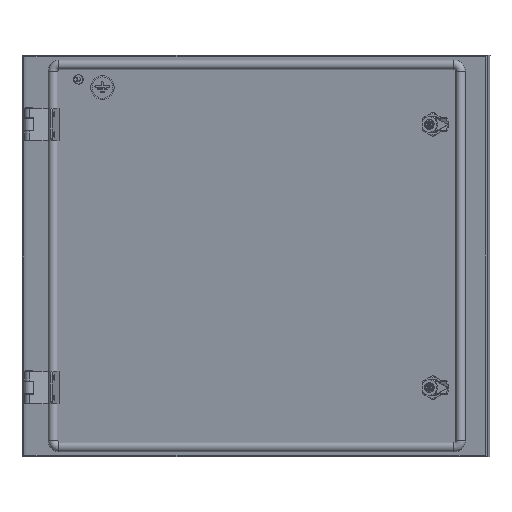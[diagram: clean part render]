
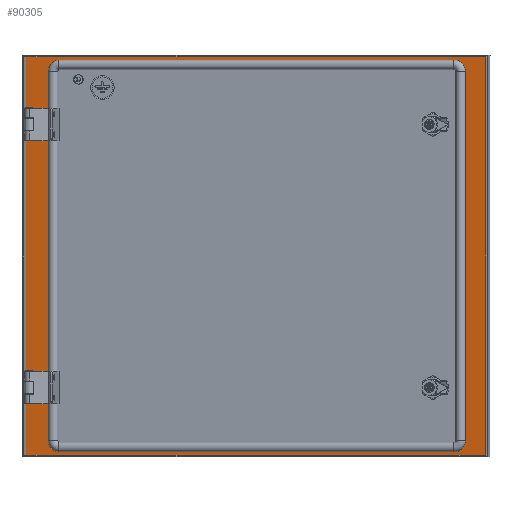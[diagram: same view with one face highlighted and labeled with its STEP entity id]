
A CAD part, left-side view. The second image highlights one B-rep face of the part: STEP entity #90305.
In plain terms, the highlighted planar face has unit normal (-0.966, 0.259, 0).
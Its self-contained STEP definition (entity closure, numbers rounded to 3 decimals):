
#1349 = AXIS2_PLACEMENT_3D ( 'NONE', #71944, #46429, #13153 ) ;
#3570 = DIRECTION ( 'NONE',  ( -0.259, -0.966, 0. ) ) ;
#3899 = VERTEX_POINT ( 'NONE', #4807 ) ;
#4442 = CARTESIAN_POINT ( 'NONE',  ( -15.829, -44.75, -137.5 ) ) ;
#4807 = CARTESIAN_POINT ( 'NONE',  ( -16.087, -45.716, 187.5 ) ) ;
#6606 = CARTESIAN_POINT ( 'NONE',  ( -157.141, -572.664, -203. ) ) ;
#6712 = CARTESIAN_POINT ( 'NONE',  ( -19.32, -57.791, -203. ) ) ;
#8215 = AXIS2_PLACEMENT_3D ( 'NONE', #60976, #29283, #20435 ) ;
#8515 = EDGE_CURVE ( 'NONE', #95963, #3899, #73567, .T. ) ;
#8844 = EDGE_CURVE ( 'NONE', #24103, #68490, #45717, .T. ) ;
#10335 = AXIS2_PLACEMENT_3D ( 'NONE', #42437, #15839, #31352 ) ;
#10381 = FACE_BOUND ( 'NONE', #62013, .T. ) ;
#10910 = FACE_OUTER_BOUND ( 'NONE', #58919, .T. ) ;
#11119 = DIRECTION ( 'NONE',  ( -0.259, -0.966, 0. ) ) ;
#11120 = DIRECTION ( 'NONE',  ( -0.259, -0.966, 0. ) ) ;
#13153 = DIRECTION ( 'NONE',  ( 0., 0., -1. ) ) ;
#13521 = DIRECTION ( 'NONE',  ( 0.966, -0.259, 0. ) ) ;
#13853 = CIRCLE ( 'NONE', #10335, 14. ) ;
#14295 = EDGE_CURVE ( 'NONE', #63374, #67623, #80194, .T. ) ;
#14847 = ORIENTED_EDGE ( 'NONE', *, *, #8844, .F. ) ;
#15839 = DIRECTION ( 'NONE',  ( 0.966, -0.259, 0. ) ) ;
#17581 = VERTEX_POINT ( 'NONE', #4442 ) ;
#17921 = ORIENTED_EDGE ( 'NONE', *, *, #90141, .T. ) ;
#20395 = ORIENTED_EDGE ( 'NONE', *, *, #84701, .T. ) ;
#20435 = DIRECTION ( 'NONE',  ( 0.259, 0.966, 0. ) ) ;
#21523 = EDGE_LOOP ( 'NONE', ( #40918, #66822, #45672, #71355, #78955, #17921, #35722, #14847 ) ) ;
#22712 = CIRCLE ( 'NONE', #109490, 14. ) ;
#23461 = DIRECTION ( 'NONE',  ( 0.259, 0.966, 0. ) ) ;
#23521 = AXIS2_PLACEMENT_3D ( 'NONE', #24977, #64977, #98781 ) ;
#24103 = VERTEX_POINT ( 'NONE', #96047 ) ;
#24589 = CARTESIAN_POINT ( 'NONE',  ( -11.821, -29.777, -221. ) ) ;
#24776 = CARTESIAN_POINT ( 'NONE',  ( -157.141, -572.664, 253. ) ) ;
#24823 = LINE ( 'NONE', #98615, #109080 ) ;
#24977 = CARTESIAN_POINT ( 'NONE',  ( -15.958, -45.233, -137.5 ) ) ;
#25334 = VERTEX_POINT ( 'NONE', #103567 ) ;
#26834 = VERTEX_POINT ( 'NONE', #85726 ) ;
#27130 = VECTOR ( 'NONE', #102820, 1000. ) ;
#27161 = CARTESIAN_POINT ( 'NONE',  ( -22.94, -71.314, 267. ) ) ;
#27348 = VECTOR ( 'NONE', #66971, 1000. ) ;
#28229 = CARTESIAN_POINT ( 'NONE',  ( -164.64, -600.677, -221. ) ) ;
#28867 = ORIENTED_EDGE ( 'NONE', *, *, #8515, .F. ) ;
#29283 = DIRECTION ( 'NONE',  ( -0.966, 0.259, 0. ) ) ;
#30179 = EDGE_CURVE ( 'NONE', #30569, #17581, #106726, .T. ) ;
#30569 = VERTEX_POINT ( 'NONE', #81970 ) ;
#31352 = DIRECTION ( 'NONE',  ( 0., 0., 1. ) ) ;
#33160 = LINE ( 'NONE', #102991, #97894 ) ;
#33396 = CARTESIAN_POINT ( 'NONE',  ( -15.958, -45.233, -137.5 ) ) ;
#33778 = EDGE_CURVE ( 'NONE', #108817, #46721, #74087, .T. ) ;
#34145 = DIRECTION ( 'NONE',  ( -0.966, 0.259, 0. ) ) ;
#35722 = ORIENTED_EDGE ( 'NONE', *, *, #39890, .F. ) ;
#37461 = FACE_BOUND ( 'NONE', #100521, .T. ) ;
#39890 = EDGE_CURVE ( 'NONE', #68490, #92859, #49144, .T. ) ;
#40918 = ORIENTED_EDGE ( 'NONE', *, *, #50119, .F. ) ;
#42437 = CARTESIAN_POINT ( 'NONE',  ( -153.521, -559.14, 253. ) ) ;
#42795 = EDGE_CURVE ( 'NONE', #92035, #63374, #24823, .T. ) ;
#43590 = DIRECTION ( 'NONE',  ( -0.259, -0.966, 0. ) ) ;
#44702 = PLANE ( 'NONE',  #92829 ) ;
#44919 = DIRECTION ( 'NONE',  ( -0.966, 0.259, 0. ) ) ;
#45672 = ORIENTED_EDGE ( 'NONE', *, *, #57560, .T. ) ;
#45717 = LINE ( 'NONE', #105564, #48872 ) ;
#45839 = DIRECTION ( 'NONE',  ( 0., 0., 1. ) ) ;
#46429 = DIRECTION ( 'NONE',  ( -0.966, 0.259, 0. ) ) ;
#46721 = VERTEX_POINT ( 'NONE', #79629 ) ;
#46880 = VECTOR ( 'NONE', #48009, 1000. ) ;
#47959 = VERTEX_POINT ( 'NONE', #91481 ) ;
#48009 = DIRECTION ( 'NONE',  ( 0., 0., 1. ) ) ;
#48872 = VECTOR ( 'NONE', #3570, 1000. ) ;
#49144 = CIRCLE ( 'NONE', #1349, 14. ) ;
#49764 = LINE ( 'NONE', #24776, #27348 ) ;
#50119 = EDGE_CURVE ( 'NONE', #108817, #24103, #71988, .T. ) ;
#52487 = FACE_BOUND ( 'NONE', #21523, .T. ) ;
#52881 = ORIENTED_EDGE ( 'NONE', *, *, #30179, .F. ) ;
#53256 = LINE ( 'NONE', #69887, #84197 ) ;
#54106 = AXIS2_PLACEMENT_3D ( 'NONE', #75235, #34145, #43590 ) ;
#55570 = CARTESIAN_POINT ( 'NONE',  ( -164.64, -600.677, 271. ) ) ;
#56364 = CARTESIAN_POINT ( 'NONE',  ( -19.32, -57.791, 25. ) ) ;
#57560 = EDGE_CURVE ( 'NONE', #46721, #59466, #22712, .T. ) ;
#58919 = EDGE_LOOP ( 'NONE', ( #102399, #69575, #76182, #20395 ) ) ;
#59466 = VERTEX_POINT ( 'NONE', #27161 ) ;
#60976 = CARTESIAN_POINT ( 'NONE',  ( -22.94, -71.314, -203. ) ) ;
#62013 = EDGE_LOOP ( 'NONE', ( #52881, #73959 ) ) ;
#62075 = EDGE_CURVE ( 'NONE', #26834, #25334, #13853, .T. ) ;
#63374 = VERTEX_POINT ( 'NONE', #28229 ) ;
#64977 = DIRECTION ( 'NONE',  ( -0.966, 0.259, 0. ) ) ;
#65070 = AXIS2_PLACEMENT_3D ( 'NONE', #33396, #67253, #101043 ) ;
#66245 = ORIENTED_EDGE ( 'NONE', *, *, #81240, .F. ) ;
#66822 = ORIENTED_EDGE ( 'NONE', *, *, #33778, .T. ) ;
#66971 = DIRECTION ( 'NONE',  ( 0., 0., -1. ) ) ;
#67025 = DIRECTION ( 'NONE',  ( 0.259, 0.966, 0. ) ) ;
#67253 = DIRECTION ( 'NONE',  ( -0.966, 0.259, 0. ) ) ;
#67623 = VERTEX_POINT ( 'NONE', #55570 ) ;
#68490 = VERTEX_POINT ( 'NONE', #79052 ) ;
#69036 = LINE ( 'NONE', #76783, #27130 ) ;
#69575 = ORIENTED_EDGE ( 'NONE', *, *, #42795, .T. ) ;
#69672 = DIRECTION ( 'NONE',  ( 0.966, -0.259, 0. ) ) ;
#69887 = CARTESIAN_POINT ( 'NONE',  ( -22.94, -71.314, 267. ) ) ;
#70808 = CARTESIAN_POINT ( 'NONE',  ( -164.64, -600.677, 25. ) ) ;
#71355 = ORIENTED_EDGE ( 'NONE', *, *, #92716, .T. ) ;
#71401 = VECTOR ( 'NONE', #45839, 1000. ) ;
#71944 = CARTESIAN_POINT ( 'NONE',  ( -153.521, -559.14, -203. ) ) ;
#71988 = CIRCLE ( 'NONE', #8215, 14. ) ;
#73567 = CIRCLE ( 'NONE', #54106, 0.5 ) ;
#73959 = ORIENTED_EDGE ( 'NONE', *, *, #96728, .F. ) ;
#74087 = LINE ( 'NONE', #56364, #46880 ) ;
#75235 = CARTESIAN_POINT ( 'NONE',  ( -15.958, -45.233, 187.5 ) ) ;
#75402 = CARTESIAN_POINT ( 'NONE',  ( -15.829, -44.75, 187.5 ) ) ;
#76182 = ORIENTED_EDGE ( 'NONE', *, *, #14295, .T. ) ;
#76783 = CARTESIAN_POINT ( 'NONE',  ( -11.821, -29.777, 25. ) ) ;
#78955 = ORIENTED_EDGE ( 'NONE', *, *, #62075, .T. ) ;
#79052 = CARTESIAN_POINT ( 'NONE',  ( -153.521, -559.14, -217. ) ) ;
#79629 = CARTESIAN_POINT ( 'NONE',  ( -19.32, -57.791, 253. ) ) ;
#80194 = LINE ( 'NONE', #70808, #71401 ) ;
#81240 = EDGE_CURVE ( 'NONE', #3899, #95963, #101238, .T. ) ;
#81964 = DIRECTION ( 'NONE',  ( -0.259, -0.966, 0. ) ) ;
#81970 = CARTESIAN_POINT ( 'NONE',  ( -16.087, -45.716, -137.5 ) ) ;
#83516 = AXIS2_PLACEMENT_3D ( 'NONE', #87593, #44919, #11120 ) ;
#84197 = VECTOR ( 'NONE', #11119, 1000. ) ;
#84701 = EDGE_CURVE ( 'NONE', #67623, #47959, #33160, .T. ) ;
#85670 = EDGE_CURVE ( 'NONE', #47959, #92035, #69036, .T. ) ;
#85726 = CARTESIAN_POINT ( 'NONE',  ( -153.521, -559.14, 267. ) ) ;
#86315 = DIRECTION ( 'NONE',  ( 0.259, 0.966, 0. ) ) ;
#87593 = CARTESIAN_POINT ( 'NONE',  ( -15.958, -45.233, 187.5 ) ) ;
#90141 = EDGE_CURVE ( 'NONE', #25334, #92859, #49764, .T. ) ;
#90305 = ADVANCED_FACE ( 'NONE', ( #10910, #37461, #10381, #52487 ), #44702, .F. ) ;
#91114 = CARTESIAN_POINT ( 'NONE',  ( -22.94, -71.314, 253. ) ) ;
#91481 = CARTESIAN_POINT ( 'NONE',  ( -11.821, -29.777, 271. ) ) ;
#92035 = VERTEX_POINT ( 'NONE', #24589 ) ;
#92716 = EDGE_CURVE ( 'NONE', #59466, #26834, #53256, .T. ) ;
#92829 = AXIS2_PLACEMENT_3D ( 'NONE', #96790, #69672, #86315 ) ;
#92859 = VERTEX_POINT ( 'NONE', #6606 ) ;
#95963 = VERTEX_POINT ( 'NONE', #75402 ) ;
#96047 = CARTESIAN_POINT ( 'NONE',  ( -22.94, -71.314, -217. ) ) ;
#96728 = EDGE_CURVE ( 'NONE', #17581, #30569, #98675, .T. ) ;
#96790 = CARTESIAN_POINT ( 'NONE',  ( -88.23, -315.227, 25. ) ) ;
#97894 = VECTOR ( 'NONE', #67025, 1000. ) ;
#98615 = CARTESIAN_POINT ( 'NONE',  ( -88.23, -315.227, -221. ) ) ;
#98675 = CIRCLE ( 'NONE', #65070, 0.5 ) ;
#98781 = DIRECTION ( 'NONE',  ( -0.259, -0.966, 0. ) ) ;
#100521 = EDGE_LOOP ( 'NONE', ( #66245, #28867 ) ) ;
#101043 = DIRECTION ( 'NONE',  ( -0.259, -0.966, 0. ) ) ;
#101238 = CIRCLE ( 'NONE', #83516, 0.5 ) ;
#102399 = ORIENTED_EDGE ( 'NONE', *, *, #85670, .T. ) ;
#102820 = DIRECTION ( 'NONE',  ( 0., 0., -1. ) ) ;
#102991 = CARTESIAN_POINT ( 'NONE',  ( -88.23, -315.227, 271. ) ) ;
#103567 = CARTESIAN_POINT ( 'NONE',  ( -157.141, -572.664, 253. ) ) ;
#105564 = CARTESIAN_POINT ( 'NONE',  ( -22.94, -71.314, -217. ) ) ;
#106726 = CIRCLE ( 'NONE', #23521, 0.5 ) ;
#108817 = VERTEX_POINT ( 'NONE', #6712 ) ;
#109080 = VECTOR ( 'NONE', #81964, 1000. ) ;
#109490 = AXIS2_PLACEMENT_3D ( 'NONE', #91114, #13521, #23461 ) ;
